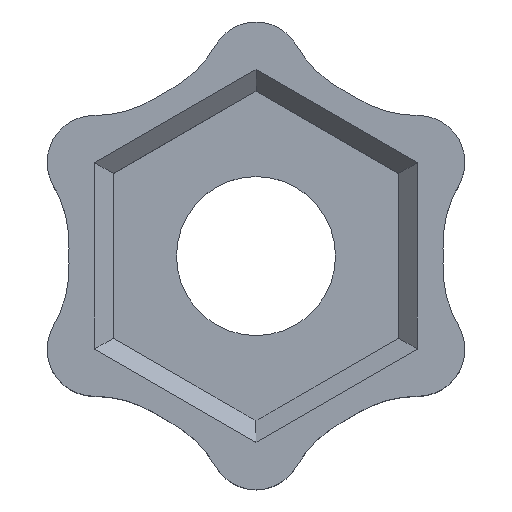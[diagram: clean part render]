
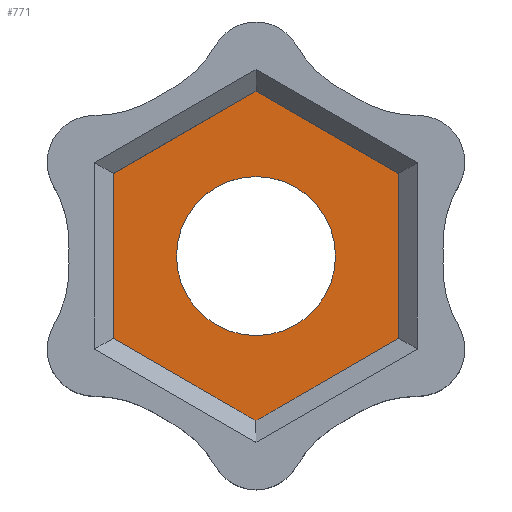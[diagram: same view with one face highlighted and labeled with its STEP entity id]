
A CAD part, top view. The second image highlights one B-rep face of the part: STEP entity #771.
In plain terms, the highlighted planar face has unit normal (0, 0, 1).
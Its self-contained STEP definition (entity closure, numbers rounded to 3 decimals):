
#18=FACE_BOUND('',#126,.T.);
#35=PLANE('',#881);
#78=FACE_OUTER_BOUND('',#125,.T.);
#125=EDGE_LOOP('',(#690,#691,#692,#693,#694,#695));
#126=EDGE_LOOP('',(#696));
#151=LINE('',#1244,#208);
#154=LINE('',#1249,#211);
#156=LINE('',#1253,#213);
#182=LINE('',#1354,#239);
#184=LINE('',#1358,#241);
#185=LINE('',#1360,#242);
#208=VECTOR('',#987,10.);
#211=VECTOR('',#992,10.);
#213=VECTOR('',#996,10.);
#239=VECTOR('',#1122,10.);
#241=VECTOR('',#1126,10.);
#242=VECTOR('',#1129,10.);
#296=CIRCLE('',#882,8.5);
#338=VERTEX_POINT('',#1241);
#339=VERTEX_POINT('',#1243);
#340=VERTEX_POINT('',#1247);
#341=VERTEX_POINT('',#1251);
#366=VERTEX_POINT('',#1352);
#367=VERTEX_POINT('',#1356);
#368=VERTEX_POINT('',#1362);
#419=EDGE_CURVE('',#338,#339,#151,.T.);
#422=EDGE_CURVE('',#340,#338,#154,.T.);
#424=EDGE_CURVE('',#341,#340,#156,.T.);
#474=EDGE_CURVE('',#366,#341,#182,.T.);
#476=EDGE_CURVE('',#367,#366,#184,.T.);
#477=EDGE_CURVE('',#339,#367,#185,.T.);
#478=EDGE_CURVE('',#368,#368,#296,.T.);
#690=ORIENTED_EDGE('',*,*,#422,.F.);
#691=ORIENTED_EDGE('',*,*,#424,.F.);
#692=ORIENTED_EDGE('',*,*,#474,.F.);
#693=ORIENTED_EDGE('',*,*,#476,.F.);
#694=ORIENTED_EDGE('',*,*,#477,.F.);
#695=ORIENTED_EDGE('',*,*,#419,.F.);
#696=ORIENTED_EDGE('',*,*,#478,.F.);
#771=ADVANCED_FACE('',(#78,#18),#35,.T.);
#881=AXIS2_PLACEMENT_3D('',#1361,#1130,#1131);
#882=AXIS2_PLACEMENT_3D('',#1363,#1132,#1133);
#987=DIRECTION('',(-0.866,-0.5,0.));
#992=DIRECTION('',(0.,-1.,0.));
#996=DIRECTION('',(0.866,-0.5,0.));
#1122=DIRECTION('',(0.866,0.5,0.));
#1126=DIRECTION('',(0.,1.,0.));
#1129=DIRECTION('',(-0.866,0.5,0.));
#1130=DIRECTION('center_axis',(0.,0.,1.));
#1131=DIRECTION('ref_axis',(-1.,0.,0.));
#1132=DIRECTION('center_axis',(0.,0.,1.));
#1133=DIRECTION('ref_axis',(1.,0.,0.));
#1241=CARTESIAN_POINT('',(15.25,-8.805,3.));
#1243=CARTESIAN_POINT('',(0.,-17.609,3.));
#1244=CARTESIAN_POINT('',(0.,-17.609,3.));
#1247=CARTESIAN_POINT('',(15.25,8.805,3.));
#1249=CARTESIAN_POINT('',(15.25,-8.805,3.));
#1251=CARTESIAN_POINT('',(0.,17.609,3.));
#1253=CARTESIAN_POINT('',(15.25,8.805,3.));
#1352=CARTESIAN_POINT('',(-15.25,8.805,3.));
#1354=CARTESIAN_POINT('',(0.,17.609,3.));
#1356=CARTESIAN_POINT('',(-15.25,-8.805,3.));
#1358=CARTESIAN_POINT('',(-15.25,8.805,3.));
#1360=CARTESIAN_POINT('',(-15.25,-8.805,3.));
#1361=CARTESIAN_POINT('Origin',(0.,0.,3.));
#1362=CARTESIAN_POINT('',(-8.5,0.,3.));
#1363=CARTESIAN_POINT('Origin',(0.,0.,3.));
